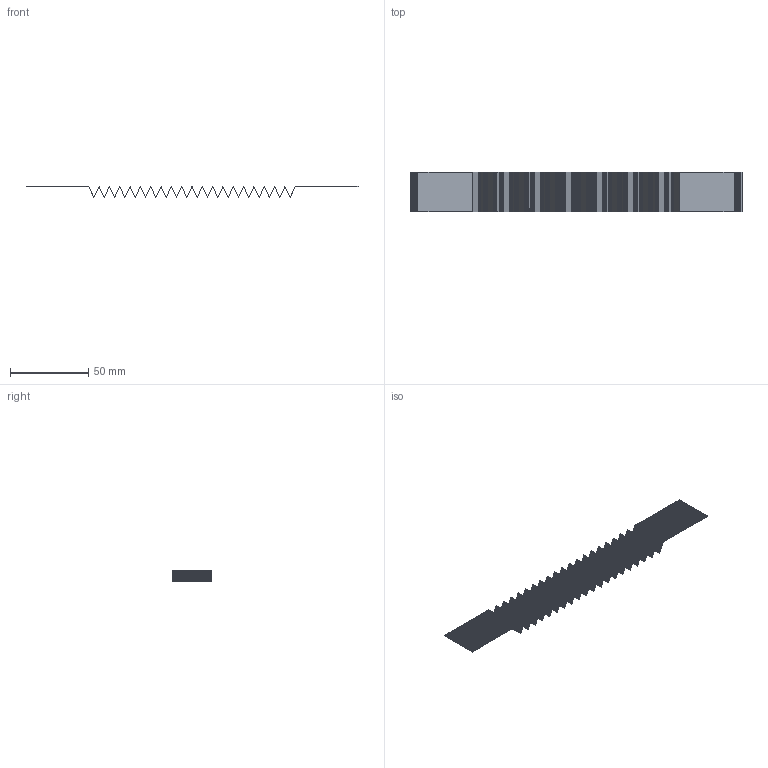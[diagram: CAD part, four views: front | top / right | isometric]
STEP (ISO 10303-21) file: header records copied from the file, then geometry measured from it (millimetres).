
FILE_DESCRIPTION(/* description */ ('Unknown'),/* implementation_level */ '2;1');
FILE_NAME(/* name */ '687650141002',/* time_stamp */ '2021-03-26T09:54:15+01:00',/* author */ ('Unknown'),/* organization */ ('Unknown'),/* preprocessor_version */ 'ST-DEVELOPER v16.7',/* originating_system */ 'DEX',/* authorisation */ $);
FILE_SCHEMA (('AUTOMOTIVE_DESIGN {1 0 10303 214 3 1 1}'));
Products named in the file (1): 6876xx141002
Bounding box: 211.96 x 25.5 x 7.5 mm (x, y, z)
Volume: 820.9 mm3; surface area: 33758 mm2
Topology: 1 solids, 1 shells, 4504 faces, 13598 edges, 8996 vertices
Faces by surface type: plane 4504
Entity records: 181020 total; most frequent: CARTESIAN_POINT 27219, ORIENTED_EDGE 27196, DIRECTION 22568, EDGE_CURVE 13598, LINE 13558, VECTOR 13558, VERTEX_POINT 8996, AXIS2_PLACEMENT_3D 4505
